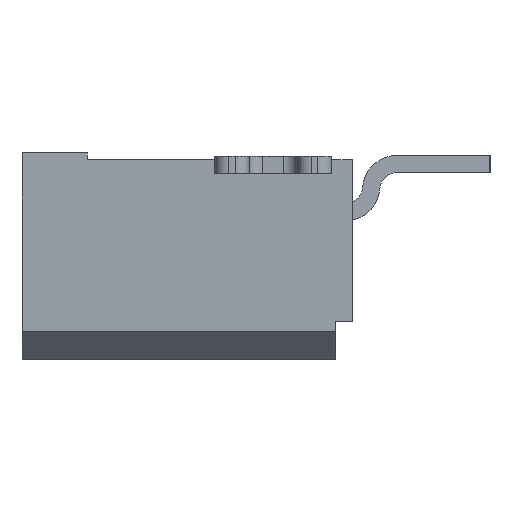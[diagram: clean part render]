
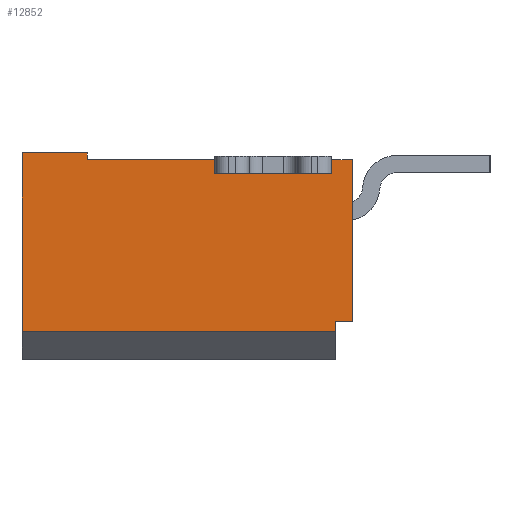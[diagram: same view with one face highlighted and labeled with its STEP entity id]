
A CAD part, left-side view. The second image highlights one B-rep face of the part: STEP entity #12852.
In plain terms, the highlighted planar face has unit normal (-1, 0, 0).
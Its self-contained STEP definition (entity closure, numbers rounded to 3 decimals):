
#11 = EDGE_CURVE ( 'NONE', #22044, #2842, #1074, .T. ) ;
#395 = CARTESIAN_POINT ( 'NONE',  ( -16.9, -4.55, -2.45 ) ) ;
#406 = DIRECTION ( 'NONE',  ( 0., 0., 1. ) ) ;
#1074 = LINE ( 'NONE', #395, #21633 ) ;
#1084 = CARTESIAN_POINT ( 'NONE',  ( -16.9, -4.5, -0.3 ) ) ;
#1140 = ORIENTED_EDGE ( 'NONE', *, *, #13558, .T. ) ;
#1416 = VECTOR ( 'NONE', #22998, 1000. ) ;
#1468 = CARTESIAN_POINT ( 'NONE',  ( -16.9, -0.95, 0. ) ) ;
#1725 = VECTOR ( 'NONE', #406, 1000. ) ;
#2714 = ORIENTED_EDGE ( 'NONE', *, *, #30726, .T. ) ;
#2842 = VERTEX_POINT ( 'NONE', #18373 ) ;
#4163 = VERTEX_POINT ( 'NONE', #34054 ) ;
#4785 = ORIENTED_EDGE ( 'NONE', *, *, #7997, .T. ) ;
#4789 = EDGE_LOOP ( 'NONE', ( #2714, #27898, #14472, #1140, #23946, #7191, #33846, #23883, #22504, #4785, #26041, #12067 ) ) ;
#5202 = CARTESIAN_POINT ( 'NONE',  ( -16.9, -4.55, -2.45 ) ) ;
#5439 = LINE ( 'NONE', #16048, #23820 ) ;
#6423 = VERTEX_POINT ( 'NONE', #21400 ) ;
#7191 = ORIENTED_EDGE ( 'NONE', *, *, #11, .T. ) ;
#7944 = VECTOR ( 'NONE', #28848, 1000. ) ;
#7979 = VERTEX_POINT ( 'NONE', #9994 ) ;
#7997 = EDGE_CURVE ( 'NONE', #25022, #4163, #15899, .T. ) ;
#8265 = VERTEX_POINT ( 'NONE', #28519 ) ;
#8331 = DIRECTION ( 'NONE',  ( 1., 0., 0. ) ) ;
#8679 = DIRECTION ( 'NONE',  ( 0., 1., 0. ) ) ;
#8700 = EDGE_CURVE ( 'NONE', #13312, #6423, #22676, .T. ) ;
#9169 = LINE ( 'NONE', #20094, #16123 ) ;
#9994 = CARTESIAN_POINT ( 'NONE',  ( -16.9, -0.95, -0.1 ) ) ;
#10915 = VECTOR ( 'NONE', #23199, 1000. ) ;
#10933 = LINE ( 'NONE', #5202, #22386 ) ;
#10974 = DIRECTION ( 'NONE',  ( 0., -1., 0. ) ) ;
#12065 = EDGE_CURVE ( 'NONE', #32827, #6423, #19219, .T. ) ;
#12067 = ORIENTED_EDGE ( 'NONE', *, *, #15663, .F. ) ;
#12323 = VECTOR ( 'NONE', #31732, 1000. ) ;
#12338 = CARTESIAN_POINT ( 'NONE',  ( -16.9, -0.95, -0.1 ) ) ;
#12845 = LINE ( 'NONE', #12338, #7944 ) ;
#12852 = ADVANCED_FACE ( 'NONE', ( #13563 ), #32002, .F. ) ;
#12975 = VERTEX_POINT ( 'NONE', #22410 ) ;
#13312 = VERTEX_POINT ( 'NONE', #1468 ) ;
#13558 = EDGE_CURVE ( 'NONE', #32827, #30853, #24036, .T. ) ;
#13563 = FACE_OUTER_BOUND ( 'NONE', #4789, .T. ) ;
#13582 = EDGE_CURVE ( 'NONE', #25022, #8265, #21942, .T. ) ;
#14185 = DIRECTION ( 'NONE',  ( 0., 0., 1. ) ) ;
#14436 = AXIS2_PLACEMENT_3D ( 'NONE', #16667, #8331, #8679 ) ;
#14472 = ORIENTED_EDGE ( 'NONE', *, *, #12065, .F. ) ;
#15217 = LINE ( 'NONE', #25194, #10915 ) ;
#15663 = EDGE_CURVE ( 'NONE', #7979, #20752, #12845, .T. ) ;
#15691 = EDGE_CURVE ( 'NONE', #22044, #30853, #10933, .T. ) ;
#15899 = LINE ( 'NONE', #20937, #12323 ) ;
#16048 = CARTESIAN_POINT ( 'NONE',  ( -16.9, -4.8, -0.1 ) ) ;
#16123 = VECTOR ( 'NONE', #25659, 1000. ) ;
#16614 = CARTESIAN_POINT ( 'NONE',  ( -16.9, 0., -2.6 ) ) ;
#16667 = CARTESIAN_POINT ( 'NONE',  ( -16.9, -2.4, -1.3 ) ) ;
#18022 = EDGE_CURVE ( 'NONE', #12975, #2842, #33268, .T. ) ;
#18373 = CARTESIAN_POINT ( 'NONE',  ( -16.9, -4.8, -2.45 ) ) ;
#19099 = DIRECTION ( 'NONE',  ( 0., 0., -1. ) ) ;
#19219 = LINE ( 'NONE', #16614, #28020 ) ;
#19563 = DIRECTION ( 'NONE',  ( 0., 1., 0. ) ) ;
#20094 = CARTESIAN_POINT ( 'NONE',  ( -16.9, -0.95, -0.1 ) ) ;
#20373 = CARTESIAN_POINT ( 'NONE',  ( -16.9, -4.8, -0.1 ) ) ;
#20752 = VERTEX_POINT ( 'NONE', #24810 ) ;
#20902 = CARTESIAN_POINT ( 'NONE',  ( -16.9, -4.5, -0.3 ) ) ;
#20937 = CARTESIAN_POINT ( 'NONE',  ( -16.9, -4.5, -0.3 ) ) ;
#21400 = CARTESIAN_POINT ( 'NONE',  ( -16.9, 0., 0. ) ) ;
#21610 = DIRECTION ( 'NONE',  ( 0., 1., 0. ) ) ;
#21633 = VECTOR ( 'NONE', #10974, 1000. ) ;
#21942 = LINE ( 'NONE', #1084, #1725 ) ;
#22044 = VERTEX_POINT ( 'NONE', #29912 ) ;
#22386 = VECTOR ( 'NONE', #19099, 1000. ) ;
#22410 = CARTESIAN_POINT ( 'NONE',  ( -16.9, -4.8, -0.1 ) ) ;
#22504 = ORIENTED_EDGE ( 'NONE', *, *, #13582, .F. ) ;
#22676 = LINE ( 'NONE', #31347, #27920 ) ;
#22998 = DIRECTION ( 'NONE',  ( 0., 0., -1. ) ) ;
#23199 = DIRECTION ( 'NONE',  ( 0., 0., 1. ) ) ;
#23820 = VECTOR ( 'NONE', #21610, 1000. ) ;
#23883 = ORIENTED_EDGE ( 'NONE', *, *, #33121, .T. ) ;
#23946 = ORIENTED_EDGE ( 'NONE', *, *, #15691, .F. ) ;
#24036 = LINE ( 'NONE', #29770, #28917 ) ;
#24810 = CARTESIAN_POINT ( 'NONE',  ( -16.9, -2.8, -0.1 ) ) ;
#25022 = VERTEX_POINT ( 'NONE', #20902 ) ;
#25194 = CARTESIAN_POINT ( 'NONE',  ( -16.9, -2.8, -0.3 ) ) ;
#25659 = DIRECTION ( 'NONE',  ( 0., 0., 1. ) ) ;
#25851 = EDGE_CURVE ( 'NONE', #4163, #20752, #15217, .T. ) ;
#26041 = ORIENTED_EDGE ( 'NONE', *, *, #25851, .T. ) ;
#27898 = ORIENTED_EDGE ( 'NONE', *, *, #8700, .T. ) ;
#27920 = VECTOR ( 'NONE', #19563, 1000. ) ;
#28020 = VECTOR ( 'NONE', #14185, 1000. ) ;
#28519 = CARTESIAN_POINT ( 'NONE',  ( -16.9, -4.5, -0.1 ) ) ;
#28791 = CARTESIAN_POINT ( 'NONE',  ( -16.9, -4.55, -2.6 ) ) ;
#28848 = DIRECTION ( 'NONE',  ( 0., -1., 0. ) ) ;
#28917 = VECTOR ( 'NONE', #29603, 1000. ) ;
#29603 = DIRECTION ( 'NONE',  ( 0., -1., 0. ) ) ;
#29770 = CARTESIAN_POINT ( 'NONE',  ( -16.9, 0., -2.6 ) ) ;
#29912 = CARTESIAN_POINT ( 'NONE',  ( -16.9, -4.55, -2.45 ) ) ;
#30726 = EDGE_CURVE ( 'NONE', #7979, #13312, #9169, .T. ) ;
#30851 = CARTESIAN_POINT ( 'NONE',  ( -16.9, 0., -2.6 ) ) ;
#30853 = VERTEX_POINT ( 'NONE', #28791 ) ;
#31347 = CARTESIAN_POINT ( 'NONE',  ( -16.9, -0.95, 0. ) ) ;
#31732 = DIRECTION ( 'NONE',  ( 0., 1., 0. ) ) ;
#32002 = PLANE ( 'NONE',  #14436 ) ;
#32827 = VERTEX_POINT ( 'NONE', #30851 ) ;
#33121 = EDGE_CURVE ( 'NONE', #12975, #8265, #5439, .T. ) ;
#33268 = LINE ( 'NONE', #20373, #1416 ) ;
#33846 = ORIENTED_EDGE ( 'NONE', *, *, #18022, .F. ) ;
#34054 = CARTESIAN_POINT ( 'NONE',  ( -16.9, -2.8, -0.3 ) ) ;
